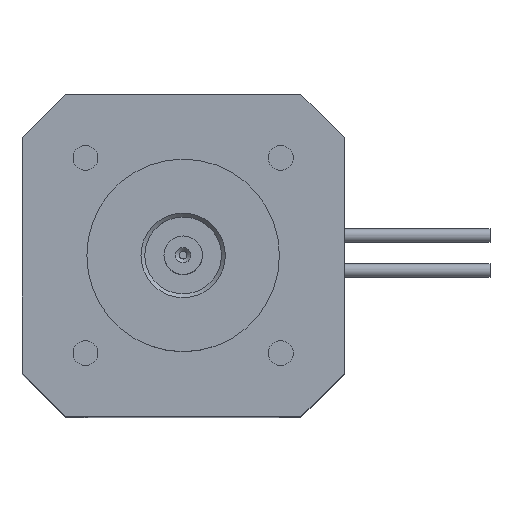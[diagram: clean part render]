
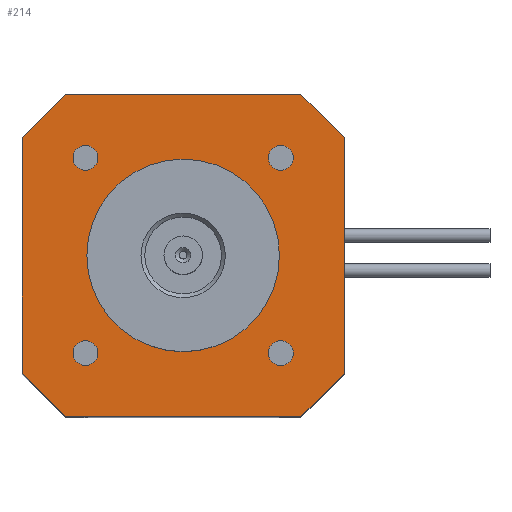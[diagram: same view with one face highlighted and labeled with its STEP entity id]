
A CAD part, top view. The second image highlights one B-rep face of the part: STEP entity #214.
In plain terms, the highlighted planar face has unit normal (0, 0, 1).
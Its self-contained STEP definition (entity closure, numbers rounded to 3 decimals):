
#214 = ADVANCED_FACE( '', ( #529, #530, #531, #532, #533, #534 ), #535, .T. );
#529 = FACE_BOUND( '', #970, .T. );
#530 = FACE_BOUND( '', #971, .T. );
#531 = FACE_BOUND( '', #972, .T. );
#532 = FACE_BOUND( '', #973, .T. );
#533 = FACE_BOUND( '', #974, .T. );
#534 = FACE_OUTER_BOUND( '', #975, .T. );
#535 = PLANE( '', #976 );
#970 = EDGE_LOOP( '', ( #1551 ) );
#971 = EDGE_LOOP( '', ( #1552 ) );
#972 = EDGE_LOOP( '', ( #1553 ) );
#973 = EDGE_LOOP( '', ( #1554 ) );
#974 = EDGE_LOOP( '', ( #1555 ) );
#975 = EDGE_LOOP( '', ( #1556, #1557, #1558, #1559, #1560, #1561, #1562, #1563 ) );
#976 = AXIS2_PLACEMENT_3D( '', #1564, #1565, #1566 );
#1551 = ORIENTED_EDGE( '', *, *, #2402, .T. );
#1552 = ORIENTED_EDGE( '', *, *, #2500, .T. );
#1553 = ORIENTED_EDGE( '', *, *, #2495, .T. );
#1554 = ORIENTED_EDGE( '', *, *, #2501, .T. );
#1555 = ORIENTED_EDGE( '', *, *, #2502, .F. );
#1556 = ORIENTED_EDGE( '', *, *, #2503, .T. );
#1557 = ORIENTED_EDGE( '', *, *, #2399, .T. );
#1558 = ORIENTED_EDGE( '', *, *, #2504, .T. );
#1559 = ORIENTED_EDGE( '', *, *, #2505, .F. );
#1560 = ORIENTED_EDGE( '', *, *, #2506, .T. );
#1561 = ORIENTED_EDGE( '', *, *, #2507, .F. );
#1562 = ORIENTED_EDGE( '', *, *, #2508, .T. );
#1563 = ORIENTED_EDGE( '', *, *, #2428, .T. );
#1564 = CARTESIAN_POINT( '', ( 0., 0., 80. ) );
#1565 = DIRECTION( '', ( 0., 0., 1. ) );
#1566 = DIRECTION( '', ( 1., 0., 0. ) );
#2399 = EDGE_CURVE( '', #2828, #2832, #2834, .T. );
#2402 = EDGE_CURVE( '', #2838, #2838, #2839, .T. );
#2428 = EDGE_CURVE( '', #2885, #2883, #2886, .T. );
#2495 = EDGE_CURVE( '', #2993, #2993, #2994, .T. );
#2500 = EDGE_CURVE( '', #3001, #3001, #3002, .T. );
#2501 = EDGE_CURVE( '', #3003, #3003, #3004, .T. );
#2502 = EDGE_CURVE( '', #3005, #3005, #3006, .T. );
#2503 = EDGE_CURVE( '', #2883, #2828, #3007, .T. );
#2504 = EDGE_CURVE( '', #2832, #3008, #3009, .T. );
#2505 = EDGE_CURVE( '', #3010, #3008, #3011, .T. );
#2506 = EDGE_CURVE( '', #3010, #3012, #3013, .T. );
#2507 = EDGE_CURVE( '', #3014, #3012, #3015, .T. );
#2508 = EDGE_CURVE( '', #3014, #2885, #3016, .T. );
#2828 = VERTEX_POINT( '', #3450 );
#2832 = VERTEX_POINT( '', #3456 );
#2834 = LINE( '', #3459, #3460 );
#2838 = VERTEX_POINT( '', #3464 );
#2839 = CIRCLE( '', #3465, 1.621 );
#2883 = VERTEX_POINT( '', #3525 );
#2885 = VERTEX_POINT( '', #3528 );
#2886 = LINE( '', #3529, #3530 );
#2993 = VERTEX_POINT( '', #3683 );
#2994 = CIRCLE( '', #3684, 1.621 );
#3001 = VERTEX_POINT( '', #3691 );
#3002 = CIRCLE( '', #3692, 1.621 );
#3003 = VERTEX_POINT( '', #3693 );
#3004 = CIRCLE( '', #3694, 1.621 );
#3005 = VERTEX_POINT( '', #3695 );
#3006 = CIRCLE( '', #3696, 12.55 );
#3007 = LINE( '', #3697, #3698 );
#3008 = VERTEX_POINT( '', #3699 );
#3009 = LINE( '', #3700, #3701 );
#3010 = VERTEX_POINT( '', #3702 );
#3011 = LINE( '', #3703, #3704 );
#3012 = VERTEX_POINT( '', #3705 );
#3013 = LINE( '', #3706, #3707 );
#3014 = VERTEX_POINT( '', #3708 );
#3015 = LINE( '', #3709, #3710 );
#3016 = LINE( '', #3711, #3712 );
#3450 = CARTESIAN_POINT( '', ( -21., -15.329, 80. ) );
#3456 = CARTESIAN_POINT( '', ( -15.358, -21., 80. ) );
#3459 = CARTESIAN_POINT( '', ( -21., -15.329, 80. ) );
#3460 = VECTOR( '', #4228, 1000. );
#3464 = CARTESIAN_POINT( '', ( -12.728, 11.107, 80. ) );
#3465 = AXIS2_PLACEMENT_3D( '', #4232, #4233, #4234 );
#3525 = CARTESIAN_POINT( '', ( -21., 15.329, 80. ) );
#3528 = CARTESIAN_POINT( '', ( -15.358, 21., 80. ) );
#3529 = CARTESIAN_POINT( '', ( -15.358, 21., 80. ) );
#3530 = VECTOR( '', #4261, 1000. );
#3683 = CARTESIAN_POINT( '', ( 12.728, -14.349, 80. ) );
#3684 = AXIS2_PLACEMENT_3D( '', #4320, #4321, #4322 );
#3691 = CARTESIAN_POINT( '', ( -12.728, -14.349, 80. ) );
#3692 = AXIS2_PLACEMENT_3D( '', #4329, #4330, #4331 );
#3693 = CARTESIAN_POINT( '', ( 12.728, 11.107, 80. ) );
#3694 = AXIS2_PLACEMENT_3D( '', #4332, #4333, #4334 );
#3695 = CARTESIAN_POINT( '', ( 12.55, 0., 80. ) );
#3696 = AXIS2_PLACEMENT_3D( '', #4335, #4336, #4337 );
#3697 = CARTESIAN_POINT( '', ( -21., 21., 80. ) );
#3698 = VECTOR( '', #4338, 1000. );
#3699 = CARTESIAN_POINT( '', ( 15.358, -21., 80. ) );
#3700 = CARTESIAN_POINT( '', ( -21., -21., 80. ) );
#3701 = VECTOR( '', #4339, 1000. );
#3702 = CARTESIAN_POINT( '', ( 21., -15.329, 80. ) );
#3703 = CARTESIAN_POINT( '', ( 21., -15.329, 80. ) );
#3704 = VECTOR( '', #4340, 1000. );
#3705 = CARTESIAN_POINT( '', ( 21., 15.329, 80. ) );
#3706 = CARTESIAN_POINT( '', ( 21., -21., 80. ) );
#3707 = VECTOR( '', #4341, 1000. );
#3708 = CARTESIAN_POINT( '', ( 15.358, 21., 80. ) );
#3709 = CARTESIAN_POINT( '', ( 15.358, 21., 80. ) );
#3710 = VECTOR( '', #4342, 1000. );
#3711 = CARTESIAN_POINT( '', ( 21., 21., 80. ) );
#3712 = VECTOR( '', #4343, 1000. );
#4228 = DIRECTION( '', ( 0.705, -0.709, 0. ) );
#4232 = CARTESIAN_POINT( '', ( -12.728, 12.728, 80. ) );
#4233 = DIRECTION( '', ( 0., 0., -1. ) );
#4234 = DIRECTION( '', ( 0., -1., 0. ) );
#4261 = DIRECTION( '', ( -0.705, -0.709, 0. ) );
#4320 = CARTESIAN_POINT( '', ( 12.728, -12.728, 80. ) );
#4321 = DIRECTION( '', ( 0., 0., -1. ) );
#4322 = DIRECTION( '', ( 0., -1., 0. ) );
#4329 = CARTESIAN_POINT( '', ( -12.728, -12.728, 80. ) );
#4330 = DIRECTION( '', ( 0., 0., -1. ) );
#4331 = DIRECTION( '', ( 0., -1., 0. ) );
#4332 = CARTESIAN_POINT( '', ( 12.728, 12.728, 80. ) );
#4333 = DIRECTION( '', ( 0., 0., -1. ) );
#4334 = DIRECTION( '', ( 0., -1., 0. ) );
#4335 = CARTESIAN_POINT( '', ( 0., 0., 80. ) );
#4336 = DIRECTION( '', ( 0., 0., 1. ) );
#4337 = DIRECTION( '', ( 1., 0., 0. ) );
#4338 = DIRECTION( '', ( 0., -1., 0. ) );
#4339 = DIRECTION( '', ( 1., 0., 0. ) );
#4340 = DIRECTION( '', ( -0.705, -0.709, 0. ) );
#4341 = DIRECTION( '', ( 0., 1., 0. ) );
#4342 = DIRECTION( '', ( 0.705, -0.709, 0. ) );
#4343 = DIRECTION( '', ( -1., 0., 0. ) );
